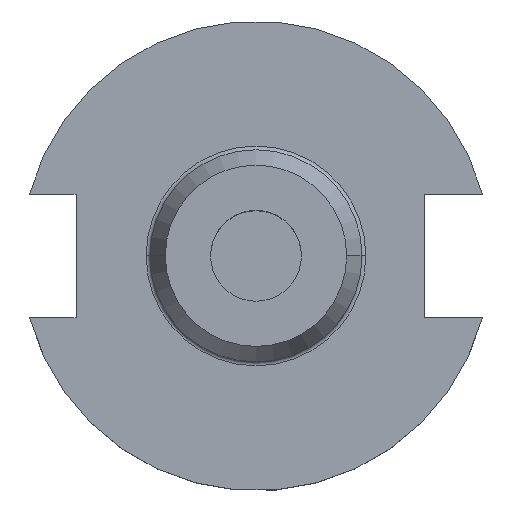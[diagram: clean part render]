
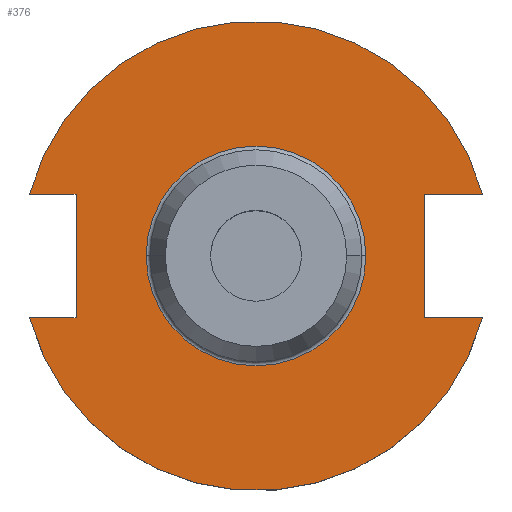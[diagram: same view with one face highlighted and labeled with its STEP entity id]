
A CAD part, top view. The second image highlights one B-rep face of the part: STEP entity #376.
In plain terms, the highlighted planar face has unit normal (0, 0, 1).
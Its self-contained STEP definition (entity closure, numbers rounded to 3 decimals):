
#27 = CARTESIAN_POINT ( 'NONE',  ( 0., 49.212, 19.05 ) ) ;
#35 = VECTOR ( 'NONE', #1487, 1000. ) ;
#41 = AXIS2_PLACEMENT_3D ( 'NONE', #875, #495, #1453 ) ;
#44 = CARTESIAN_POINT ( 'NONE',  ( 35.306, -12.954, 19.05 ) ) ;
#62 = EDGE_CURVE ( 'NONE', #508, #584, #540, .T. ) ;
#69 = VERTEX_POINT ( 'NONE', #1125 ) ;
#170 = CARTESIAN_POINT ( 'NONE',  ( 35.306, 12.954, 19.05 ) ) ;
#171 = VERTEX_POINT ( 'NONE', #430 ) ;
#173 = CARTESIAN_POINT ( 'NONE',  ( 0., 0., 19.05 ) ) ;
#182 = DIRECTION ( 'NONE',  ( 0., 0., 1. ) ) ;
#188 = CARTESIAN_POINT ( 'NONE',  ( 23.025, 0., 19.05 ) ) ;
#234 = VECTOR ( 'NONE', #1373, 1000. ) ;
#258 = LINE ( 'NONE', #347, #1232 ) ;
#279 = DIRECTION ( 'NONE',  ( 1., 0., 0. ) ) ;
#333 = EDGE_LOOP ( 'NONE', ( #884, #681 ) ) ;
#347 = CARTESIAN_POINT ( 'NONE',  ( -63.719, -12.954, 19.05 ) ) ;
#353 = CIRCLE ( 'NONE', #1593, 49.212 ) ;
#362 = CARTESIAN_POINT ( 'NONE',  ( -47.477, 12.954, 19.05 ) ) ;
#376 = ADVANCED_FACE ( 'NONE', ( #1437, #769 ), #871, .T. ) ;
#393 = LINE ( 'NONE', #170, #35 ) ;
#400 = DIRECTION ( 'NONE',  ( 0., 0., -1. ) ) ;
#403 = DIRECTION ( 'NONE',  ( 1., 0., 0. ) ) ;
#408 = DIRECTION ( 'NONE',  ( 0., 0., 1. ) ) ;
#427 = ORIENTED_EDGE ( 'NONE', *, *, #62, .F. ) ;
#429 = CARTESIAN_POINT ( 'NONE',  ( -47.477, -12.954, 19.05 ) ) ;
#430 = CARTESIAN_POINT ( 'NONE',  ( 47.477, 12.954, 19.05 ) ) ;
#443 = EDGE_CURVE ( 'NONE', #171, #584, #960, .T. ) ;
#480 = CARTESIAN_POINT ( 'NONE',  ( -37.719, 12.954, 19.05 ) ) ;
#495 = DIRECTION ( 'NONE',  ( 0., 0., -1. ) ) ;
#508 = VERTEX_POINT ( 'NONE', #480 ) ;
#540 = LINE ( 'NONE', #1050, #234 ) ;
#562 = VECTOR ( 'NONE', #1225, 1000. ) ;
#581 = VERTEX_POINT ( 'NONE', #429 ) ;
#584 = VERTEX_POINT ( 'NONE', #362 ) ;
#606 = ORIENTED_EDGE ( 'NONE', *, *, #1064, .F. ) ;
#626 = ORIENTED_EDGE ( 'NONE', *, *, #775, .F. ) ;
#643 = ORIENTED_EDGE ( 'NONE', *, *, #443, .T. ) ;
#681 = ORIENTED_EDGE ( 'NONE', *, *, #1363, .T. ) ;
#714 = CARTESIAN_POINT ( 'NONE',  ( 0., 0., 19.05 ) ) ;
#722 = DIRECTION ( 'NONE',  ( 0., 0., 1. ) ) ;
#734 = DIRECTION ( 'NONE',  ( 1., 0., 0. ) ) ;
#737 = CARTESIAN_POINT ( 'NONE',  ( 0., 0., 19.05 ) ) ;
#753 = DIRECTION ( 'NONE',  ( 1., 0., 0. ) ) ;
#768 = CARTESIAN_POINT ( 'NONE',  ( -37.719, 12.954, 19.05 ) ) ;
#769 = FACE_OUTER_BOUND ( 'NONE', #1483, .T. ) ;
#775 = EDGE_CURVE ( 'NONE', #69, #1552, #898, .T. ) ;
#782 = EDGE_CURVE ( 'NONE', #581, #1390, #258, .T. ) ;
#791 = DIRECTION ( 'NONE',  ( 1., 0., 0. ) ) ;
#796 = ORIENTED_EDGE ( 'NONE', *, *, #1019, .T. ) ;
#815 = CARTESIAN_POINT ( 'NONE',  ( 47.477, -12.954, 19.05 ) ) ;
#871 = PLANE ( 'NONE',  #1495 ) ;
#875 = CARTESIAN_POINT ( 'NONE',  ( 0., 0., 19.05 ) ) ;
#884 = ORIENTED_EDGE ( 'NONE', *, *, #1434, .T. ) ;
#887 = CARTESIAN_POINT ( 'NONE',  ( 35.306, -12.954, 19.05 ) ) ;
#898 = LINE ( 'NONE', #1096, #562 ) ;
#914 = VERTEX_POINT ( 'NONE', #815 ) ;
#926 = VECTOR ( 'NONE', #998, 1000. ) ;
#960 = CIRCLE ( 'NONE', #1415, 49.212 ) ;
#989 = VERTEX_POINT ( 'NONE', #188 ) ;
#998 = DIRECTION ( 'NONE',  ( 0., 1., 0. ) ) ;
#1000 = CIRCLE ( 'NONE', #1001, 23.025 ) ;
#1001 = AXIS2_PLACEMENT_3D ( 'NONE', #737, #400, #279 ) ;
#1019 = EDGE_CURVE ( 'NONE', #581, #914, #353, .T. ) ;
#1050 = CARTESIAN_POINT ( 'NONE',  ( -63.719, 12.954, 19.05 ) ) ;
#1064 = EDGE_CURVE ( 'NONE', #1390, #508, #1591, .T. ) ;
#1093 = VERTEX_POINT ( 'NONE', #1140 ) ;
#1096 = CARTESIAN_POINT ( 'NONE',  ( 35.306, 12.954, 19.05 ) ) ;
#1125 = CARTESIAN_POINT ( 'NONE',  ( 35.306, 12.954, 19.05 ) ) ;
#1140 = CARTESIAN_POINT ( 'NONE',  ( -23.025, 0., 19.05 ) ) ;
#1147 = ORIENTED_EDGE ( 'NONE', *, *, #1450, .F. ) ;
#1225 = DIRECTION ( 'NONE',  ( 0., -1., 0. ) ) ;
#1232 = VECTOR ( 'NONE', #791, 1000. ) ;
#1261 = LINE ( 'NONE', #887, #1589 ) ;
#1282 = DIRECTION ( 'NONE',  ( 1., 0., 0. ) ) ;
#1363 = EDGE_CURVE ( 'NONE', #1093, #989, #1490, .T. ) ;
#1373 = DIRECTION ( 'NONE',  ( -1., 0., 0. ) ) ;
#1390 = VERTEX_POINT ( 'NONE', #1592 ) ;
#1415 = AXIS2_PLACEMENT_3D ( 'NONE', #173, #182, #1282 ) ;
#1434 = EDGE_CURVE ( 'NONE', #989, #1093, #1000, .T. ) ;
#1437 = FACE_BOUND ( 'NONE', #333, .T. ) ;
#1440 = ORIENTED_EDGE ( 'NONE', *, *, #782, .F. ) ;
#1450 = EDGE_CURVE ( 'NONE', #171, #69, #393, .T. ) ;
#1453 = DIRECTION ( 'NONE',  ( 1., 0., 0. ) ) ;
#1454 = ORIENTED_EDGE ( 'NONE', *, *, #1486, .F. ) ;
#1483 = EDGE_LOOP ( 'NONE', ( #796, #1454, #626, #1147, #643, #427, #606, #1440 ) ) ;
#1486 = EDGE_CURVE ( 'NONE', #1552, #914, #1261, .T. ) ;
#1487 = DIRECTION ( 'NONE',  ( -1., 0., 0. ) ) ;
#1490 = CIRCLE ( 'NONE', #41, 23.025 ) ;
#1495 = AXIS2_PLACEMENT_3D ( 'NONE', #27, #408, #403 ) ;
#1552 = VERTEX_POINT ( 'NONE', #44 ) ;
#1589 = VECTOR ( 'NONE', #753, 1000. ) ;
#1591 = LINE ( 'NONE', #768, #926 ) ;
#1592 = CARTESIAN_POINT ( 'NONE',  ( -37.719, -12.954, 19.05 ) ) ;
#1593 = AXIS2_PLACEMENT_3D ( 'NONE', #714, #722, #734 ) ;
